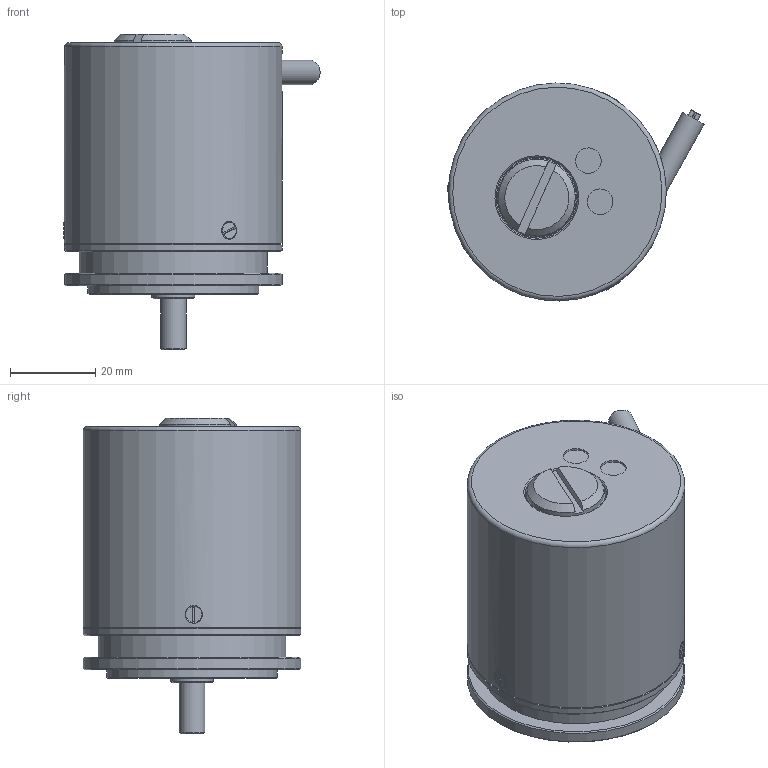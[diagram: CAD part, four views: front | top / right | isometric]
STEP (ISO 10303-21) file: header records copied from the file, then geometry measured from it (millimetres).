
FILE_DESCRIPTION(/* description */ (''),/* implementation_level */ '2;1');
FILE_NAME(/* name */ 'AK50.stp',/* time_stamp */ '2015-03-19T13:47:21+02:00',/* author */ ('EdgarasA'),/* organization */ (''),/* preprocessor_version */ 'ST-DEVELOPER v15.2',/* originating_system */ 'Autodesk Inventor 2014',/* authorisation */ '');
FILE_SCHEMA (('AUTOMOTIVE_DESIGN { 1 0 10303 214 3 1 1 }'));
Length unit declared in the file: millimetre
Products named in the file (1): AK50
Bounding box: 60.01 x 50.99 x 74 mm (x, y, z)
Surface area: 19080.5 mm2 (no closed solid volume)
Topology: 0 solids, 14 shells, 82 faces, 203 edges, 147 vertices
Faces by surface type: plane 43, cylinder 23, cone 14, torus 2
Full cylindrical faces by diameter (mm): 1 x4, 5.8 x1, 6 x3, 7 x1, 10 x1, 13 x1, 18 x1, 19 x2, 22 x1, 40 x1, 44 x1, 51 x3
Entity records: 2529 total; most frequent: CARTESIAN_POINT 573, DIRECTION 404, ORIENTED_EDGE 261, AXIS2_PLACEMENT_3D 179, EDGE_CURVE 166, VERTEX_POINT 143, EDGE_LOOP 137, CIRCLE 96
